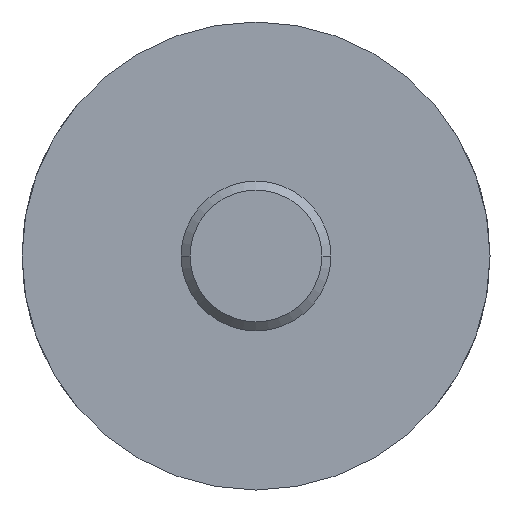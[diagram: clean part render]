
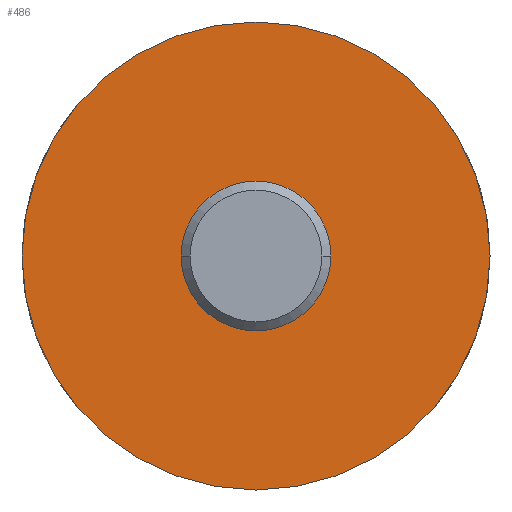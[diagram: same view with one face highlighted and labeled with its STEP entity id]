
A CAD part, front view. The second image highlights one B-rep face of the part: STEP entity #486.
In plain terms, the highlighted planar face has unit normal (0, -1, 0).
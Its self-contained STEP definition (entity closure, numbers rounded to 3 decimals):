
#352=CARTESIAN_POINT('POINT26',(0.781,0.,
   0.));
#353=VERTEX_POINT('VERTEX26',#352);
#360=CARTESIAN_POINT('POINT27',(-0.781,0.,
   0.));
#361=VERTEX_POINT('VERTEX27',#360);
#362=CARTESIAN_POINT('POS38',(0.,0.,0.));
#363=DIRECTION('DIR60',(0.,-1.,0.));
#364=DIRECTION('DIR61',(-1.,0.,0.));
#365=AXIS2_PLACEMENT_3D('AXIS23',#362,#363,#364);
#366=CIRCLE('ELLIPSE11',#365,0.781);
#367=EDGE_CURVE('EDGE36',#361,#353,#366,.T.);
#413=EDGE_CURVE('EDGE40',#353,#361,#366,.T.);
#458=CARTESIAN_POINT('POINT30',(-0.25,0.,0.));
#459=VERTEX_POINT('VERTEX30',#458);
#460=CARTESIAN_POINT('POINT31',(0.,0.,0.25
   ));
#461=VERTEX_POINT('VERTEX31',#460);
#462=CARTESIAN_POINT('POS47',(0.,0.,0.));
#463=DIRECTION('DIR73',(0.,1.,0.));
#464=DIRECTION('DIR74',(-1.,0.,0.));
#465=AXIS2_PLACEMENT_3D('AXIS27',#462,#463,#464);
#466=CIRCLE('ELLIPSE13',#465,0.25);
#467=EDGE_CURVE('EDGE45',#459,#461,#466,.T.);
#468=ORIENTED_EDGE('COEDGE85',*,*,#467,.T.);
#469=CARTESIAN_POINT('POINT32',(0.,0.,-0.25
   ));
#470=VERTEX_POINT('VERTEX32',#469);
#471=EDGE_CURVE('EDGE46',#461,#470,#466,.T.);
#472=ORIENTED_EDGE('COEDGE86',*,*,#471,.T.);
#473=EDGE_CURVE('EDGE47',#470,#459,#466,.T.);
#474=ORIENTED_EDGE('COEDGE87',*,*,#473,.T.);
#475=EDGE_LOOP('NONE',(#468,#472,#474));
#476=FACE_BOUND('LOOP1',#475,.T.);
#477=ORIENTED_EDGE('COEDGE88',*,*,#413,.T.);
#478=ORIENTED_EDGE('COEDGE89',*,*,#367,.T.);
#479=EDGE_LOOP('NONE',(#477,#478));
#480=FACE_BOUND('LOOP1',#479,.T.);
#481=CARTESIAN_POINT('POS48',(0.,0.,0.));
#482=DIRECTION('DIR75',(0.,1.,0.));
#483=DIRECTION('DIR76',(1.,0.,0.));
#484=AXIS2_PLACEMENT_3D('AXIS28',#481,#482,#483);
#485=PLANE('PLANE10',#484);
#486=ADVANCED_FACE('FACE20',(#476,#480),#485,.F.);
